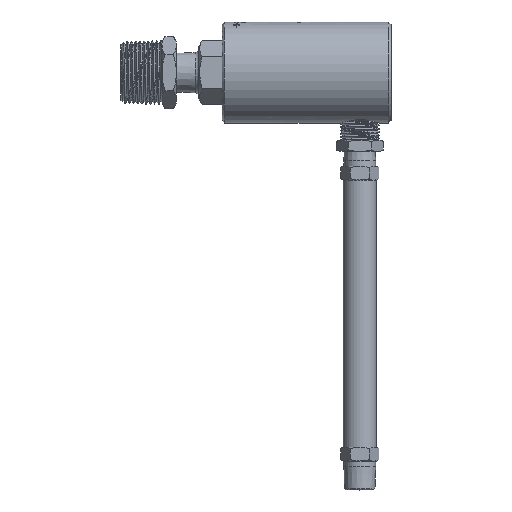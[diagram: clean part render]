
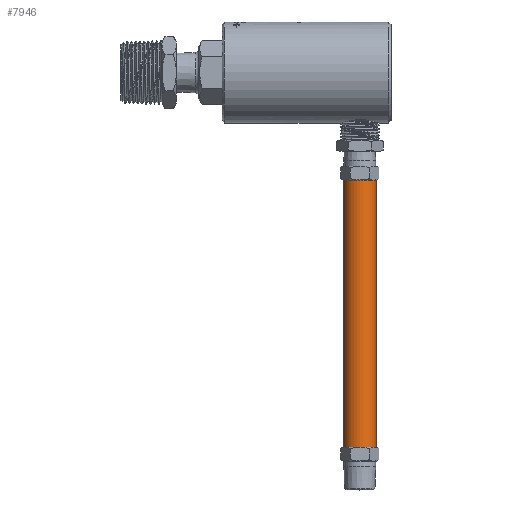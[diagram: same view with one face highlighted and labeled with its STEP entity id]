
A CAD part, top view. The second image highlights one B-rep face of the part: STEP entity #7946.
In plain terms, the highlighted cylindrical face has radius 7.15 mm (diameter 14.3 mm), a full revolution.
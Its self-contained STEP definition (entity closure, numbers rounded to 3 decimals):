
#795=FACE_OUTER_BOUND('',#1275,.T.);
#1275=EDGE_LOOP('',(#6010,#6011,#6012,#6013,#6014,#6015,#6016,#6017,#6018,
#6019,#6020,#6021,#6022,#6023));
#1743=CIRCLE('',#8566,7.15);
#1744=CIRCLE('',#8567,7.15);
#1745=CIRCLE('',#8568,7.15);
#1746=CIRCLE('',#8569,7.15);
#1747=CIRCLE('',#8570,7.15);
#1748=CIRCLE('',#8571,7.15);
#1749=CIRCLE('',#8572,7.15);
#1750=CIRCLE('',#8573,7.15);
#1751=CIRCLE('',#8574,7.15);
#1752=CIRCLE('',#8575,7.15);
#1753=CIRCLE('',#8576,7.15);
#1754=CIRCLE('',#8577,7.15);
#2017=LINE('',#41034,#2398);
#2398=VECTOR('',#9652,7.15);
#3359=VERTEX_POINT('',#40905);
#3364=VERTEX_POINT('',#40925);
#3367=VERTEX_POINT('',#40942);
#3378=VERTEX_POINT('',#40978);
#3381=VERTEX_POINT('',#40995);
#3384=VERTEX_POINT('',#41012);
#3389=VERTEX_POINT('',#41033);
#3390=VERTEX_POINT('',#41035);
#3391=VERTEX_POINT('',#41037);
#3392=VERTEX_POINT('',#41044);
#3393=VERTEX_POINT('',#41046);
#3394=VERTEX_POINT('',#41048);
#4358=EDGE_CURVE('',#3381,#3384,#1743,.T.);
#4359=EDGE_CURVE('',#3381,#3389,#2017,.T.);
#4360=EDGE_CURVE('',#3390,#3389,#1744,.T.);
#4361=EDGE_CURVE('',#3391,#3390,#1745,.T.);
#4362=EDGE_CURVE('',#3359,#3391,#1746,.T.);
#4363=EDGE_CURVE('',#3364,#3359,#1747,.T.);
#4364=EDGE_CURVE('',#3367,#3364,#1748,.T.);
#4365=EDGE_CURVE('',#3389,#3367,#1749,.T.);
#4366=EDGE_CURVE('',#3378,#3381,#1750,.T.);
#4367=EDGE_CURVE('',#3392,#3378,#1751,.T.);
#4368=EDGE_CURVE('',#3393,#3392,#1752,.T.);
#4369=EDGE_CURVE('',#3394,#3393,#1753,.T.);
#4370=EDGE_CURVE('',#3384,#3394,#1754,.T.);
#6010=ORIENTED_EDGE('',*,*,#4358,.F.);
#6011=ORIENTED_EDGE('',*,*,#4359,.T.);
#6012=ORIENTED_EDGE('',*,*,#4360,.F.);
#6013=ORIENTED_EDGE('',*,*,#4361,.F.);
#6014=ORIENTED_EDGE('',*,*,#4362,.F.);
#6015=ORIENTED_EDGE('',*,*,#4363,.F.);
#6016=ORIENTED_EDGE('',*,*,#4364,.F.);
#6017=ORIENTED_EDGE('',*,*,#4365,.F.);
#6018=ORIENTED_EDGE('',*,*,#4359,.F.);
#6019=ORIENTED_EDGE('',*,*,#4366,.F.);
#6020=ORIENTED_EDGE('',*,*,#4367,.F.);
#6021=ORIENTED_EDGE('',*,*,#4368,.F.);
#6022=ORIENTED_EDGE('',*,*,#4369,.F.);
#6023=ORIENTED_EDGE('',*,*,#4370,.F.);
#7550=CYLINDRICAL_SURFACE('',#8565,7.15);
#7946=ADVANCED_FACE('',(#795),#7550,.T.);
#8565=AXIS2_PLACEMENT_3D('',#41031,#9648,#9649);
#8566=AXIS2_PLACEMENT_3D('',#41032,#9650,#9651);
#8567=AXIS2_PLACEMENT_3D('',#41036,#9653,#9654);
#8568=AXIS2_PLACEMENT_3D('',#41038,#9655,#9656);
#8569=AXIS2_PLACEMENT_3D('',#41039,#9657,#9658);
#8570=AXIS2_PLACEMENT_3D('',#41040,#9659,#9660);
#8571=AXIS2_PLACEMENT_3D('',#41041,#9661,#9662);
#8572=AXIS2_PLACEMENT_3D('',#41042,#9663,#9664);
#8573=AXIS2_PLACEMENT_3D('',#41043,#9665,#9666);
#8574=AXIS2_PLACEMENT_3D('',#41045,#9667,#9668);
#8575=AXIS2_PLACEMENT_3D('',#41047,#9669,#9670);
#8576=AXIS2_PLACEMENT_3D('',#41049,#9671,#9672);
#8577=AXIS2_PLACEMENT_3D('',#41050,#9673,#9674);
#9648=DIRECTION('center_axis',(0.,-1.,0.));
#9649=DIRECTION('ref_axis',(0.,0.,-1.));
#9650=DIRECTION('center_axis',(0.,-1.,0.));
#9651=DIRECTION('ref_axis',(0.,0.,-1.));
#9652=DIRECTION('',(0.,1.,0.));
#9653=DIRECTION('center_axis',(0.,1.,0.));
#9654=DIRECTION('ref_axis',(0.,0.,-1.));
#9655=DIRECTION('center_axis',(0.,1.,0.));
#9656=DIRECTION('ref_axis',(0.,0.,-1.));
#9657=DIRECTION('center_axis',(0.,1.,0.));
#9658=DIRECTION('ref_axis',(0.,0.,-1.));
#9659=DIRECTION('center_axis',(0.,1.,0.));
#9660=DIRECTION('ref_axis',(0.,0.,-1.));
#9661=DIRECTION('center_axis',(0.,1.,0.));
#9662=DIRECTION('ref_axis',(0.,0.,-1.));
#9663=DIRECTION('center_axis',(0.,1.,0.));
#9664=DIRECTION('ref_axis',(0.,0.,-1.));
#9665=DIRECTION('center_axis',(0.,-1.,0.));
#9666=DIRECTION('ref_axis',(0.,0.,-1.));
#9667=DIRECTION('center_axis',(0.,-1.,0.));
#9668=DIRECTION('ref_axis',(0.,0.,-1.));
#9669=DIRECTION('center_axis',(0.,-1.,0.));
#9670=DIRECTION('ref_axis',(0.,0.,-1.));
#9671=DIRECTION('center_axis',(0.,-1.,0.));
#9672=DIRECTION('ref_axis',(0.,0.,-1.));
#9673=DIRECTION('center_axis',(0.,-1.,0.));
#9674=DIRECTION('ref_axis',(0.,0.,-1.));
#40905=CARTESIAN_POINT('',(59.5,-46.442,-7.15));
#40925=CARTESIAN_POINT('',(65.692,-46.442,-3.575));
#40942=CARTESIAN_POINT('',(65.692,-46.442,3.575));
#40978=CARTESIAN_POINT('',(65.692,-161.842,3.575));
#40995=CARTESIAN_POINT('',(59.5,-161.842,7.15));
#41012=CARTESIAN_POINT('',(53.308,-161.842,3.575));
#41031=CARTESIAN_POINT('Origin',(59.5,-46.442,0.));
#41032=CARTESIAN_POINT('Origin',(59.5,-161.842,0.));
#41033=CARTESIAN_POINT('',(59.5,-46.442,7.15));
#41034=CARTESIAN_POINT('',(59.5,-46.442,7.15));
#41035=CARTESIAN_POINT('',(53.308,-46.442,3.575));
#41036=CARTESIAN_POINT('Origin',(59.5,-46.442,0.));
#41037=CARTESIAN_POINT('',(53.308,-46.442,-3.575));
#41038=CARTESIAN_POINT('Origin',(59.5,-46.442,0.));
#41039=CARTESIAN_POINT('Origin',(59.5,-46.442,0.));
#41040=CARTESIAN_POINT('Origin',(59.5,-46.442,0.));
#41041=CARTESIAN_POINT('Origin',(59.5,-46.442,0.));
#41042=CARTESIAN_POINT('Origin',(59.5,-46.442,0.));
#41043=CARTESIAN_POINT('Origin',(59.5,-161.842,0.));
#41044=CARTESIAN_POINT('',(65.692,-161.842,-3.575));
#41045=CARTESIAN_POINT('Origin',(59.5,-161.842,0.));
#41046=CARTESIAN_POINT('',(59.5,-161.842,-7.15));
#41047=CARTESIAN_POINT('Origin',(59.5,-161.842,0.));
#41048=CARTESIAN_POINT('',(53.308,-161.842,-3.575));
#41049=CARTESIAN_POINT('Origin',(59.5,-161.842,0.));
#41050=CARTESIAN_POINT('Origin',(59.5,-161.842,0.));
